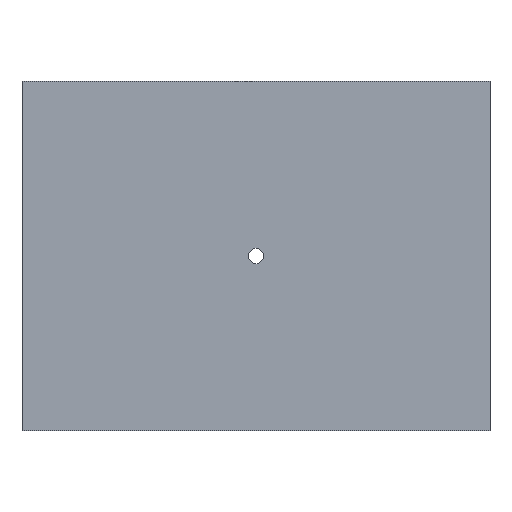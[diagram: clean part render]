
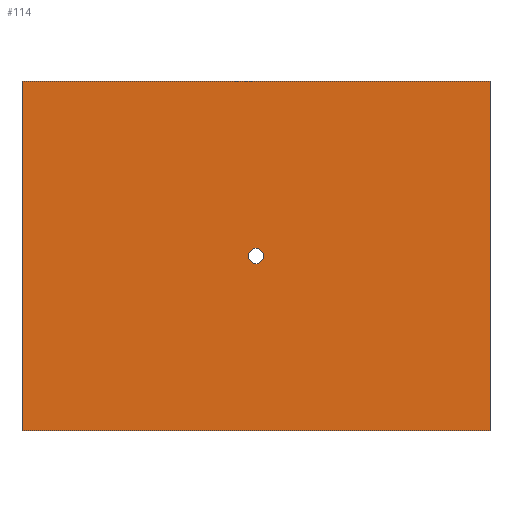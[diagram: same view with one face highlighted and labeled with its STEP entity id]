
A CAD part, top view. The second image highlights one B-rep face of the part: STEP entity #114.
In plain terms, the highlighted planar face has unit normal (0, 0, 1).
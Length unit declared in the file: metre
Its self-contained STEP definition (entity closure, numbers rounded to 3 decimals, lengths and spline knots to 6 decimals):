
#114 = ADVANCED_FACE( '', ( #145, #146 ), #147, .T. );
#145 = FACE_BOUND( '', #179, .T. );
#146 = FACE_OUTER_BOUND( '', #180, .T. );
#147 = PLANE( '', #181 );
#179 = EDGE_LOOP( '', ( #270 ) );
#180 = EDGE_LOOP( '', ( #271, #272, #273, #274 ) );
#181 = AXIS2_PLACEMENT_3D( '', #275, #276, #277 );
#270 = ORIENTED_EDGE( '', *, *, #310, .F. );
#271 = ORIENTED_EDGE( '', *, *, #299, .T. );
#272 = ORIENTED_EDGE( '', *, *, #303, .T. );
#273 = ORIENTED_EDGE( '', *, *, #306, .T. );
#274 = ORIENTED_EDGE( '', *, *, #308, .T. );
#275 = CARTESIAN_POINT( '', ( 0., 0., 0.0006 ) );
#276 = DIRECTION( '', ( 0., 0., 1. ) );
#277 = DIRECTION( '', ( 1., 0., 0. ) );
#299 = EDGE_CURVE( '', #340, #338, #341, .T. );
#303 = EDGE_CURVE( '', #338, #345, #347, .T. );
#306 = EDGE_CURVE( '', #345, #350, #352, .T. );
#308 = EDGE_CURVE( '', #350, #340, #354, .T. );
#310 = EDGE_CURVE( '', #357, #357, #358, .T. );
#338 = VERTEX_POINT( '', #399 );
#340 = VERTEX_POINT( '', #402 );
#341 = LINE( '', #403, #404 );
#345 = VERTEX_POINT( '', #410 );
#347 = LINE( '', #413, #414 );
#350 = VERTEX_POINT( '', #418 );
#352 = LINE( '', #421, #422 );
#354 = LINE( '', #425, #426 );
#357 = VERTEX_POINT( '', #429 );
#358 = CIRCLE( '', #430, 0.0065 );
#399 = CARTESIAN_POINT( '', ( -0.1975, -0.1475, 0.0006 ) );
#402 = CARTESIAN_POINT( '', ( -0.1975, 0.1475, 0.0006 ) );
#403 = CARTESIAN_POINT( '', ( -0.1975, 0.1475, 0.0006 ) );
#404 = VECTOR( '', #451, 1. );
#410 = CARTESIAN_POINT( '', ( 0.1975, -0.1475, 0.0006 ) );
#413 = CARTESIAN_POINT( '', ( -0.1975, -0.1475, 0.0006 ) );
#414 = VECTOR( '', #455, 1. );
#418 = CARTESIAN_POINT( '', ( 0.1975, 0.1475, 0.0006 ) );
#421 = CARTESIAN_POINT( '', ( 0.1975, -0.1475, 0.0006 ) );
#422 = VECTOR( '', #458, 1. );
#425 = CARTESIAN_POINT( '', ( 0.1975, 0.1475, 0.0006 ) );
#426 = VECTOR( '', #460, 1. );
#429 = CARTESIAN_POINT( '', ( 0.0065, 0., 0.0006 ) );
#430 = AXIS2_PLACEMENT_3D( '', #464, #465, #466 );
#451 = DIRECTION( '', ( 0., -1., 0. ) );
#455 = DIRECTION( '', ( 1., 0., 0. ) );
#458 = DIRECTION( '', ( 0., 1., 0. ) );
#460 = DIRECTION( '', ( -1., 0., 0. ) );
#464 = CARTESIAN_POINT( '', ( 0., 0., 0.0006 ) );
#465 = DIRECTION( '', ( 0., 0., 1. ) );
#466 = DIRECTION( '', ( 1., 0., 0. ) );
